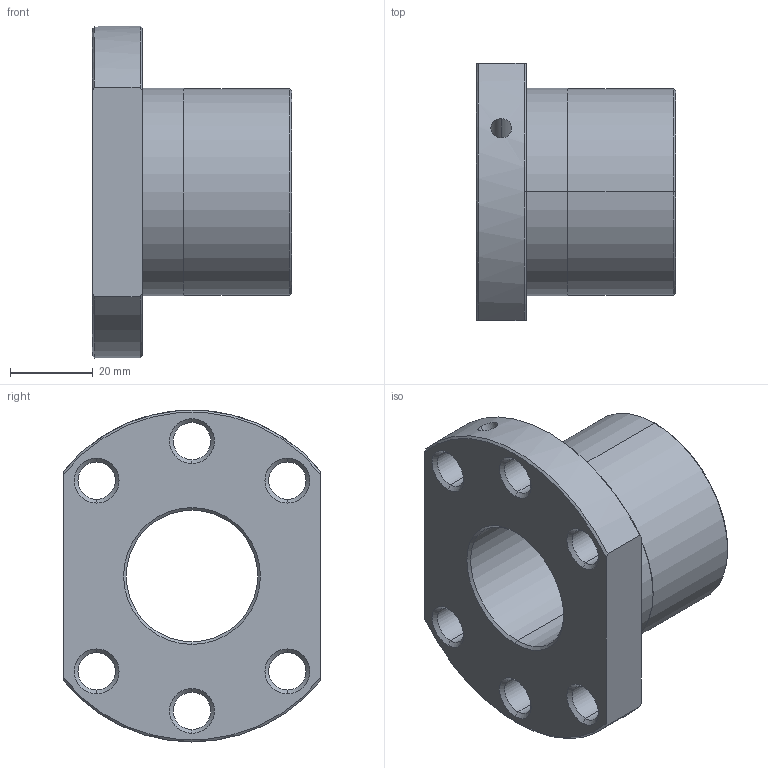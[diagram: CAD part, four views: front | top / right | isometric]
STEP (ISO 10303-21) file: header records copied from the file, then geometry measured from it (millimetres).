
FILE_DESCRIPTION (( 'STEP AP214' ), '1' );
FILE_NAME ('HIWIN Møtrik FSCDIN R32-5K6-NW.STEP', '2022-03-23T12:12:03', ( '' ), ( '' ), 'SwSTEP 2.0', 'SolidWorks 2021', '' );
FILE_SCHEMA (( 'AUTOMOTIVE_DESIGN' ));
Length unit declared in the file: millimetre
Products named in the file (2): R32-05K6-FSCDIN-4500-4500-0,052_FILE_1; HIWIN Møtrik FSCDIN R32-5K6-NW
Assembly tree (1 placements, depth 2):
  HIWIN Møtrik FSCDIN R32-5K6-NW
    R32-05K6-FSCDIN-4500-4500-0,052_FILE_1
Bounding box: 48 x 62 x 80 mm (x, y, z)
Volume: 80125.8 mm3; surface area: 21706.9 mm2
Topology: 1 solids, 1 shells, 66 faces, 154 edges, 91 vertices
Faces by surface type: cone 37, cylinder 23, plane 6
Entity records: 2754 total; most frequent: CARTESIAN_POINT 399, DIRECTION 362, ORIENTED_EDGE 304, EDGE_CURVE 152, AXIS2_PLACEMENT_3D 150, VERTEX_POINT 91, EDGE_LOOP 83, CIRCLE 80
